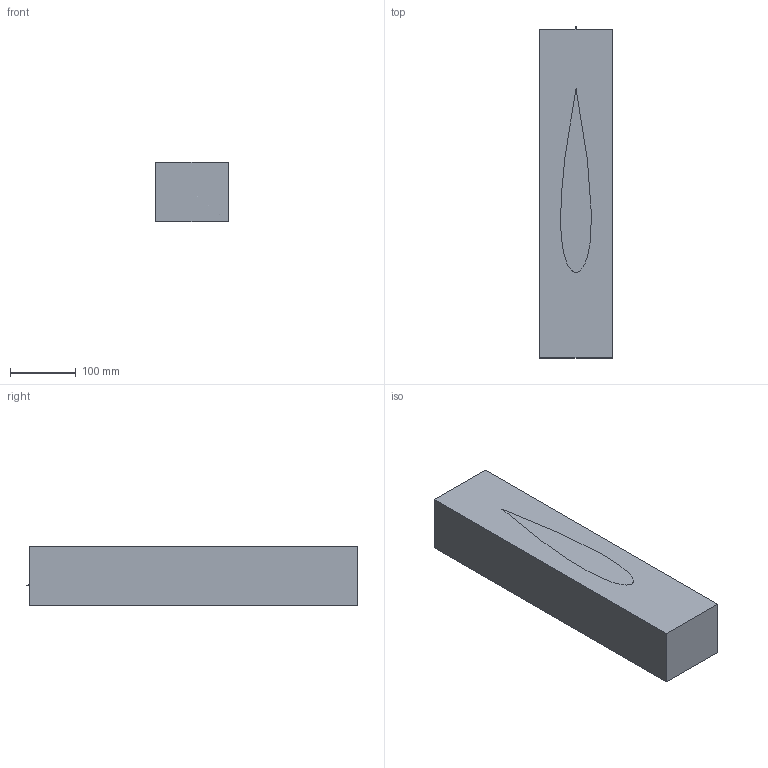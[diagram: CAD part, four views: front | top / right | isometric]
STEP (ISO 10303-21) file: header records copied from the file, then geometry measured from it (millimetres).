
FILE_DESCRIPTION(/* description */ (''),/* implementation_level */ '2;1');
FILE_NAME(/* name */ 'learMountF v1.step',/* time_stamp */ '2024-06-18T15:16:39+09:00',/* author */ (''),/* organization */ (''),/* preprocessor_version */ 'ST-DEVELOPER v20',/* originating_system */ 'Autodesk Translation Framework v13.14.0.145',/* authorisation */ '');
FILE_SCHEMA (('AUTOMOTIVE_DESIGN { 1 0 10303 214 3 1 1 }'));
Length unit declared in the file: millimetre
Products named in the file (1): learMountF
Bounding box: 110 x 505.04 x 90 mm (x, y, z)
Surface area: 342610.5 mm2
Topology: 2 solids, 2 shells, 11 faces, 21 edges, 14 vertices
Faces by surface type: plane 9, cylinder 1, bspline 1
Entity records: 2533 total; most frequent: CARTESIAN_POINT 2286, ORIENTED_EDGE 42, DIRECTION 36, EDGE_CURVE 21, LINE 14, VECTOR 14, VERTEX_POINT 14, FACE_OUTER_BOUND 11
